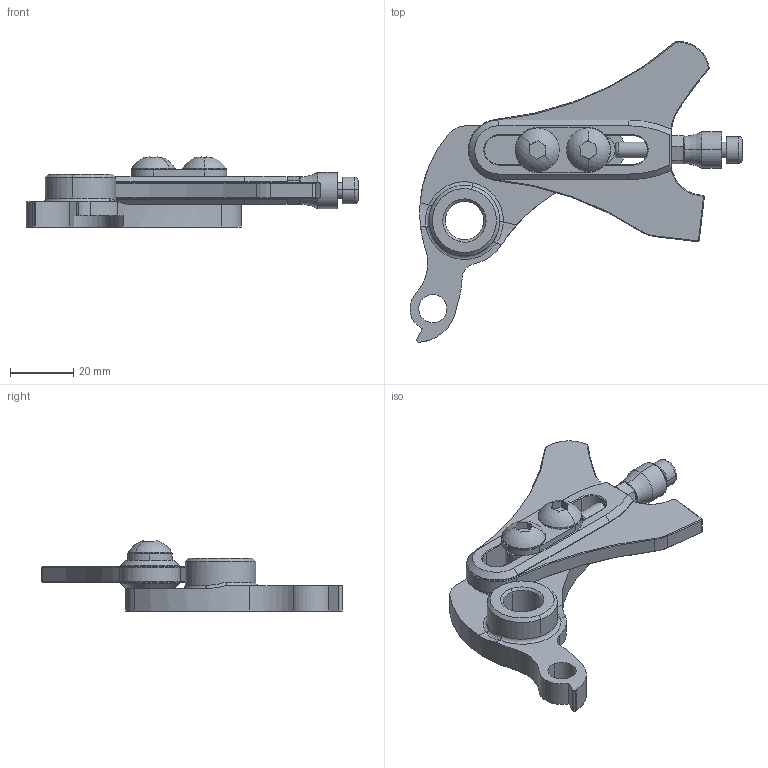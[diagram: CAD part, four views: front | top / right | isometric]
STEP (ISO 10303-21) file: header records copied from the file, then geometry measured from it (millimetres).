
FILE_DESCRIPTION (( 'STEP AP214' ), '1' );
FILE_NAME ('DR4137_Flat.STEP', '2018-09-11T20:26:22', ( 'JeffCAD' ), ( 'Microsoft' ), 'SwSTEP 2.0', 'SolidWorks 2018', '' );
FILE_SCHEMA (( 'AUTOMOTIVE_DESIGN' ));
Length unit declared in the file: inch
Products named in the file (8): MS2012; MS1013; DR4137; DS0004; DR4137_Flat; MS5001; MS2016; MS2013
Assembly tree (8 placements, depth 2):
  DR4137_Flat
    DS0004
    DR4137
    MS1013
    MS2012  x2
    MS2013
    MS2016
    MS5001
Bounding box: 104.72 x 94.8 x 22.08 mm (x, y, z)
Volume: 32433.3 mm3; surface area: 18777.8 mm2
Topology: 8 solids, 8 shells, 260 faces, 624 edges, 384 vertices
Faces by surface type: cylinder 96, plane 87, cone 58, torus 13, sphere 4, bspline 2
Entity records: 7678 total; most frequent: CARTESIAN_POINT 1468, DIRECTION 1316, ORIENTED_EDGE 1176, EDGE_CURVE 588, AXIS2_PLACEMENT_3D 514, VERTEX_POINT 360, LINE 288, VECTOR 288
